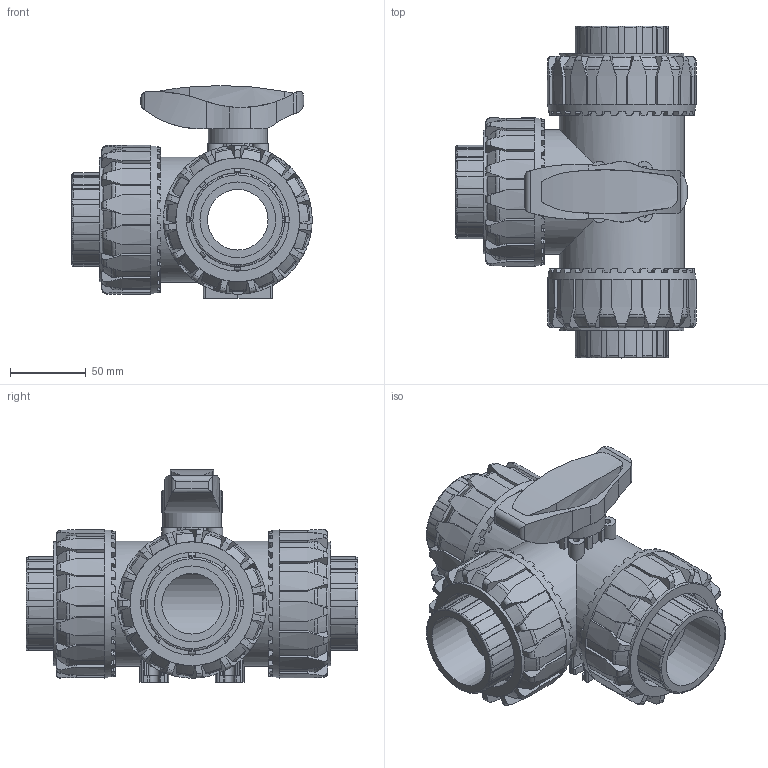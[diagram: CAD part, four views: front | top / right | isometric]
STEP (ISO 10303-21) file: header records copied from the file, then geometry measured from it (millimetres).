
FILE_DESCRIPTION(/* description */ (''),/* implementation_level */ '2;1');
FILE_NAME(/* name */ 'TKDIV050E.iam.stp',/* time_stamp */ '2013-10-01T10:28:24+02:00',/* author */ ('bfaro'),/* organization */ (''),/* preprocessor_version */ 'ST-DEVELOPER v15.2',/* originating_system */ 'Autodesk Inventor 2014',/* authorisation */ '');
FILE_SCHEMA (('AUTOMOTIVE_DESIGN { 1 0 10303 214 3 1 1 }'));
Length unit declared in the file: millimetre
Products named in the file (5): corpo valvola TKD 50; NTVKD050V; ENDIV050; 1MNC040; TKDIV050E
Bounding box: 158.85 x 219.4 x 140.72 mm (x, y, z)
Volume: 1181568.1 mm3; surface area: 255168.9 mm2
Topology: 8 solids, 8 shells, 1509 faces, 4339 edges, 2861 vertices
Faces by surface type: plane 1065, cylinder 303, torus 93, cone 48
Full cylindrical faces by diameter (mm): 4 x4, 38.974 x1, 40 x3, 50 x5, 62 x3, 68 x3, 74 x3, 77.8 x3, 81.9 x3, 82.5 x2, 87 x3
Entity records: 22114 total; most frequent: CARTESIAN_POINT 5080, DIRECTION 3651, ORIENTED_EDGE 3614, EDGE_CURVE 1807, AXIS2_PLACEMENT_3D 1413, VERTEX_POINT 1206, LINE 825, VECTOR 825
